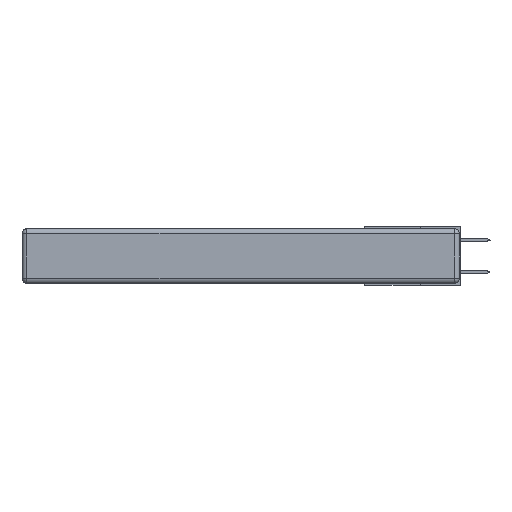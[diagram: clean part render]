
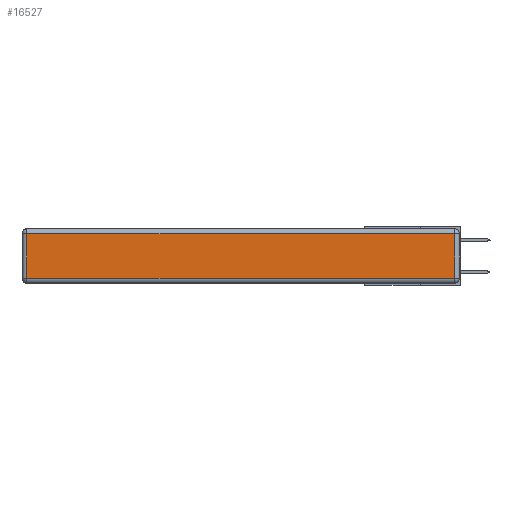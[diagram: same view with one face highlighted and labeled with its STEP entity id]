
A CAD part, left-side view. The second image highlights one B-rep face of the part: STEP entity #16527.
In plain terms, the highlighted planar face has unit normal (-1, 0, 0).
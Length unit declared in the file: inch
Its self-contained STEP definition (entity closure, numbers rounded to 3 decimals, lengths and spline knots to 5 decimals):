
#441 = CARTESIAN_POINT ( 'NONE',  ( 0., 2.72, -0.343 ) ) ;
#991 = CARTESIAN_POINT ( 'NONE',  ( 0., 0.03, -0.03 ) ) ;
#2181 = VECTOR ( 'NONE', #6320, 39.37008 ) ;
#2452 = ORIENTED_EDGE ( 'NONE', *, *, #23044, .T. ) ;
#3903 = VERTEX_POINT ( 'NONE', #4265 ) ;
#4265 = CARTESIAN_POINT ( 'NONE',  ( 0., 0.03, -0.313 ) ) ;
#5624 = ORIENTED_EDGE ( 'NONE', *, *, #19197, .T. ) ;
#6320 = DIRECTION ( 'NONE',  ( 0., 0., -1. ) ) ;
#6939 = VERTEX_POINT ( 'NONE', #8505 ) ;
#7397 = ORIENTED_EDGE ( 'NONE', *, *, #8351, .T. ) ;
#7546 = AXIS2_PLACEMENT_3D ( 'NONE', #18712, #16947, #20359 ) ;
#8351 = EDGE_CURVE ( 'NONE', #17628, #18425, #17151, .T. ) ;
#8505 = CARTESIAN_POINT ( 'NONE',  ( 0., 2.72, -0.313 ) ) ;
#9016 = CARTESIAN_POINT ( 'NONE',  ( 0., 2.75, -0.03 ) ) ;
#10250 = CARTESIAN_POINT ( 'NONE',  ( 0., 0., -0.313 ) ) ;
#10329 = EDGE_LOOP ( 'NONE', ( #19421, #5624, #7397, #2452 ) ) ;
#10767 = LINE ( 'NONE', #14222, #21922 ) ;
#11294 = VECTOR ( 'NONE', #19651, 39.37008 ) ;
#12848 = CARTESIAN_POINT ( 'NONE',  ( 0., 2.72, -0.03 ) ) ;
#14222 = CARTESIAN_POINT ( 'NONE',  ( 0., 0.03, -0.343 ) ) ;
#15994 = LINE ( 'NONE', #10250, #21830 ) ;
#16527 = ADVANCED_FACE ( 'NONE', ( #22687 ), #20447, .T. ) ;
#16947 = DIRECTION ( 'NONE',  ( -1., 0., 0. ) ) ;
#17151 = LINE ( 'NONE', #9016, #11294 ) ;
#17628 = VERTEX_POINT ( 'NONE', #991 ) ;
#17690 = EDGE_CURVE ( 'NONE', #6939, #3903, #15994, .T. ) ;
#17968 = DIRECTION ( 'NONE',  ( 0., -1., 0. ) ) ;
#18408 = LINE ( 'NONE', #441, #2181 ) ;
#18425 = VERTEX_POINT ( 'NONE', #12848 ) ;
#18712 = CARTESIAN_POINT ( 'NONE',  ( 0., 0., -0.343 ) ) ;
#19197 = EDGE_CURVE ( 'NONE', #3903, #17628, #10767, .T. ) ;
#19421 = ORIENTED_EDGE ( 'NONE', *, *, #17690, .T. ) ;
#19651 = DIRECTION ( 'NONE',  ( 0., 1., 0. ) ) ;
#20359 = DIRECTION ( 'NONE',  ( 0., 0., 1. ) ) ;
#20447 = PLANE ( 'NONE',  #7546 ) ;
#21830 = VECTOR ( 'NONE', #17968, 39.37008 ) ;
#21922 = VECTOR ( 'NONE', #23172, 39.37008 ) ;
#22687 = FACE_OUTER_BOUND ( 'NONE', #10329, .T. ) ;
#23044 = EDGE_CURVE ( 'NONE', #18425, #6939, #18408, .T. ) ;
#23172 = DIRECTION ( 'NONE',  ( 0., 0., 1. ) ) ;
